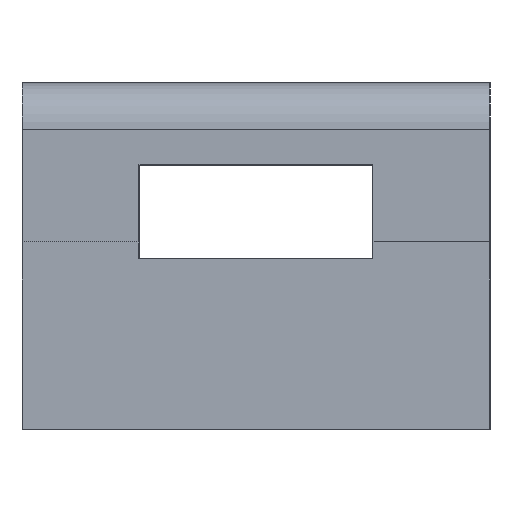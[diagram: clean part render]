
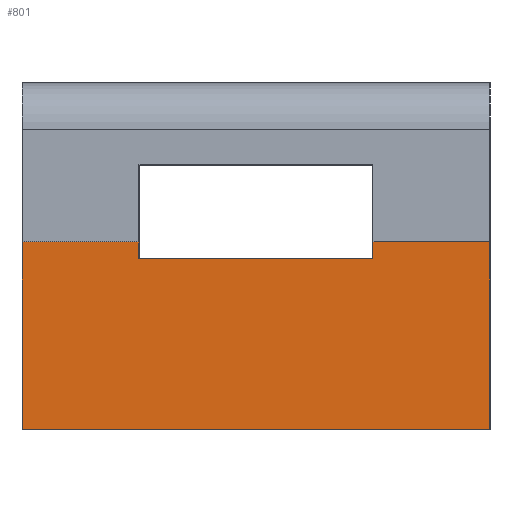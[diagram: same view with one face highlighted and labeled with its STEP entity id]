
A CAD part, left-side view. The second image highlights one B-rep face of the part: STEP entity #801.
In plain terms, the highlighted planar face has unit normal (-1, 0, 0).
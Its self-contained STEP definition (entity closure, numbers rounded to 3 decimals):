
#218 = VERTEX_POINT('',#219);
#219 = CARTESIAN_POINT('',(-24.4,4.25,-3.8));
#225 = EDGE_CURVE('',#218,#226,#228,.T.);
#226 = VERTEX_POINT('',#227);
#227 = CARTESIAN_POINT('',(-24.4,4.25,4.2));
#228 = LINE('',#229,#230);
#229 = CARTESIAN_POINT('',(-24.4,4.25,-3.8));
#230 = VECTOR('',#231,1.);
#231 = DIRECTION('',(0.,0.,1.));
#406 = VERTEX_POINT('',#407);
#407 = CARTESIAN_POINT('',(-24.4,24.25,-3.8));
#413 = EDGE_CURVE('',#406,#414,#416,.T.);
#414 = VERTEX_POINT('',#415);
#415 = CARTESIAN_POINT('',(-24.4,24.25,4.2));
#416 = LINE('',#417,#418);
#417 = CARTESIAN_POINT('',(-24.4,24.25,-3.8));
#418 = VECTOR('',#419,1.);
#419 = DIRECTION('',(0.,0.,1.));
#462 = VERTEX_POINT('',#463);
#463 = CARTESIAN_POINT('',(-24.4,19.25,4.2));
#469 = EDGE_CURVE('',#462,#414,#470,.T.);
#470 = LINE('',#471,#472);
#471 = CARTESIAN_POINT('',(-24.4,4.25,4.2));
#472 = VECTOR('',#473,1.);
#473 = DIRECTION('',(0.,1.,0.));
#617 = EDGE_CURVE('',#226,#618,#620,.T.);
#618 = VERTEX_POINT('',#619);
#619 = CARTESIAN_POINT('',(-24.4,9.25,4.2));
#620 = LINE('',#621,#622);
#621 = CARTESIAN_POINT('',(-24.4,4.25,4.2));
#622 = VECTOR('',#623,1.);
#623 = DIRECTION('',(0.,1.,0.));
#801 = ADVANCED_FACE('',(#802),#836,.F.);
#802 = FACE_BOUND('',#803,.F.);
#803 = EDGE_LOOP('',(#804,#805,#806,#812,#813,#814,#822,#830));
#804 = ORIENTED_EDGE('',*,*,#617,.F.);
#805 = ORIENTED_EDGE('',*,*,#225,.F.);
#806 = ORIENTED_EDGE('',*,*,#807,.T.);
#807 = EDGE_CURVE('',#218,#406,#808,.T.);
#808 = LINE('',#809,#810);
#809 = CARTESIAN_POINT('',(-24.4,4.25,-3.8));
#810 = VECTOR('',#811,1.);
#811 = DIRECTION('',(0.,1.,0.));
#812 = ORIENTED_EDGE('',*,*,#413,.T.);
#813 = ORIENTED_EDGE('',*,*,#469,.F.);
#814 = ORIENTED_EDGE('',*,*,#815,.T.);
#815 = EDGE_CURVE('',#462,#816,#818,.T.);
#816 = VERTEX_POINT('',#817);
#817 = CARTESIAN_POINT('',(-24.4,19.25,3.48));
#818 = LINE('',#819,#820);
#819 = CARTESIAN_POINT('',(-24.4,19.25,-0.16));
#820 = VECTOR('',#821,1.);
#821 = DIRECTION('',(0.,-0.,-1.));
#822 = ORIENTED_EDGE('',*,*,#823,.T.);
#823 = EDGE_CURVE('',#816,#824,#826,.T.);
#824 = VERTEX_POINT('',#825);
#825 = CARTESIAN_POINT('',(-24.4,9.25,3.48));
#826 = LINE('',#827,#828);
#827 = CARTESIAN_POINT('',(-24.4,11.75,3.48));
#828 = VECTOR('',#829,1.);
#829 = DIRECTION('',(0.,-1.,0.));
#830 = ORIENTED_EDGE('',*,*,#831,.F.);
#831 = EDGE_CURVE('',#618,#824,#832,.T.);
#832 = LINE('',#833,#834);
#833 = CARTESIAN_POINT('',(-24.4,9.25,-0.16));
#834 = VECTOR('',#835,1.);
#835 = DIRECTION('',(0.,-0.,-1.));
#836 = PLANE('',#837);
#837 = AXIS2_PLACEMENT_3D('',#838,#839,#840);
#838 = CARTESIAN_POINT('',(-24.4,4.25,-3.8));
#839 = DIRECTION('',(1.,0.,0.));
#840 = DIRECTION('',(0.,0.,1.));
